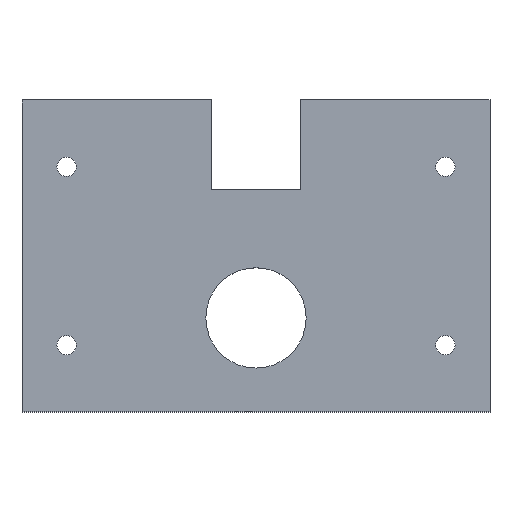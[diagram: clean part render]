
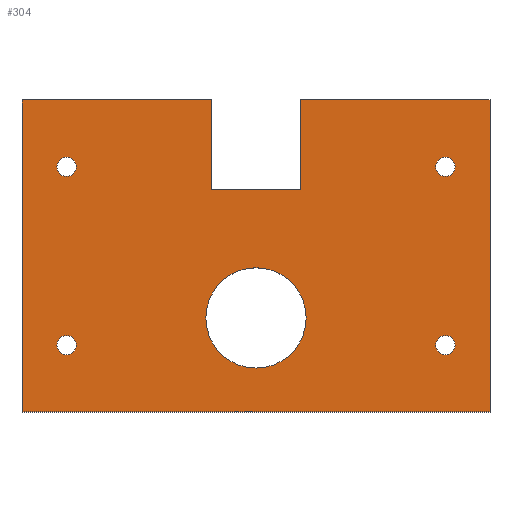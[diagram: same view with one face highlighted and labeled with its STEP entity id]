
A CAD part, top view. The second image highlights one B-rep face of the part: STEP entity #304.
In plain terms, the highlighted planar face has unit normal (0, 0, 1).
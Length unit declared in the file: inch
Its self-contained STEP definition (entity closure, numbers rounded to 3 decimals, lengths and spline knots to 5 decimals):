
#15=FACE_BOUND('',#64,.T.);
#16=FACE_BOUND('',#65,.T.);
#17=FACE_BOUND('',#66,.T.);
#18=FACE_BOUND('',#67,.T.);
#19=FACE_BOUND('',#68,.T.);
#33=PLANE('',#351);
#48=FACE_OUTER_BOUND('',#63,.T.);
#63=EDGE_LOOP('',(#260,#261,#262,#263,#264,#265,#266,#267));
#64=EDGE_LOOP('',(#268));
#65=EDGE_LOOP('',(#269));
#66=EDGE_LOOP('',(#270));
#67=EDGE_LOOP('',(#271));
#68=EDGE_LOOP('',(#272));
#82=LINE('',#472,#111);
#85=LINE('',#478,#114);
#88=LINE('',#484,#117);
#91=LINE('',#490,#120);
#94=LINE('',#496,#123);
#97=LINE('',#502,#126);
#100=LINE('',#508,#129);
#103=LINE('',#512,#132);
#111=VECTOR('',#394,0.3937);
#114=VECTOR('',#399,0.3937);
#117=VECTOR('',#404,0.3937);
#120=VECTOR('',#409,0.3937);
#123=VECTOR('',#414,0.3937);
#126=VECTOR('',#419,0.3937);
#129=VECTOR('',#424,0.3937);
#132=VECTOR('',#429,0.3937);
#133=CIRCLE('',#329,0.1085);
#135=CIRCLE('',#332,0.1085);
#137=CIRCLE('',#335,0.1085);
#139=CIRCLE('',#338,0.1085);
#141=CIRCLE('',#341,0.5625);
#143=VERTEX_POINT('',#436);
#145=VERTEX_POINT('',#442);
#147=VERTEX_POINT('',#448);
#149=VERTEX_POINT('',#454);
#151=VERTEX_POINT('',#460);
#155=VERTEX_POINT('',#469);
#156=VERTEX_POINT('',#471);
#158=VERTEX_POINT('',#477);
#160=VERTEX_POINT('',#483);
#162=VERTEX_POINT('',#489);
#164=VERTEX_POINT('',#495);
#166=VERTEX_POINT('',#501);
#168=VERTEX_POINT('',#507);
#169=EDGE_CURVE('',#143,#143,#133,.T.);
#172=EDGE_CURVE('',#145,#145,#135,.T.);
#175=EDGE_CURVE('',#147,#147,#137,.T.);
#178=EDGE_CURVE('',#149,#149,#139,.T.);
#181=EDGE_CURVE('',#151,#151,#141,.T.);
#186=EDGE_CURVE('',#156,#155,#82,.T.);
#189=EDGE_CURVE('',#158,#156,#85,.T.);
#192=EDGE_CURVE('',#160,#158,#88,.T.);
#195=EDGE_CURVE('',#162,#160,#91,.T.);
#198=EDGE_CURVE('',#164,#162,#94,.T.);
#201=EDGE_CURVE('',#166,#164,#97,.T.);
#204=EDGE_CURVE('',#168,#166,#100,.T.);
#207=EDGE_CURVE('',#155,#168,#103,.T.);
#260=ORIENTED_EDGE('',*,*,#207,.T.);
#261=ORIENTED_EDGE('',*,*,#204,.T.);
#262=ORIENTED_EDGE('',*,*,#201,.T.);
#263=ORIENTED_EDGE('',*,*,#198,.T.);
#264=ORIENTED_EDGE('',*,*,#195,.T.);
#265=ORIENTED_EDGE('',*,*,#192,.T.);
#266=ORIENTED_EDGE('',*,*,#189,.T.);
#267=ORIENTED_EDGE('',*,*,#186,.T.);
#268=ORIENTED_EDGE('',*,*,#169,.T.);
#269=ORIENTED_EDGE('',*,*,#172,.T.);
#270=ORIENTED_EDGE('',*,*,#175,.T.);
#271=ORIENTED_EDGE('',*,*,#178,.T.);
#272=ORIENTED_EDGE('',*,*,#181,.T.);
#304=ADVANCED_FACE('',(#48,#15,#16,#17,#18,#19),#33,.T.);
#329=AXIS2_PLACEMENT_3D('',#437,#357,#358);
#332=AXIS2_PLACEMENT_3D('',#443,#364,#365);
#335=AXIS2_PLACEMENT_3D('',#449,#371,#372);
#338=AXIS2_PLACEMENT_3D('',#455,#378,#379);
#341=AXIS2_PLACEMENT_3D('',#461,#385,#386);
#351=AXIS2_PLACEMENT_3D('',#513,#430,#431);
#357=DIRECTION('center_axis',(0.,0.,-1.));
#358=DIRECTION('ref_axis',(-1.,0.,0.));
#364=DIRECTION('center_axis',(0.,0.,-1.));
#365=DIRECTION('ref_axis',(-1.,0.,0.));
#371=DIRECTION('center_axis',(0.,0.,-1.));
#372=DIRECTION('ref_axis',(1.,0.,0.));
#378=DIRECTION('center_axis',(0.,0.,-1.));
#379=DIRECTION('ref_axis',(1.,0.,0.));
#385=DIRECTION('center_axis',(0.,0.,-1.));
#386=DIRECTION('ref_axis',(-1.,0.,0.));
#394=DIRECTION('',(1.,0.,0.));
#399=DIRECTION('',(0.,-1.,0.));
#404=DIRECTION('',(-1.,0.,0.));
#409=DIRECTION('',(0.,1.,0.));
#414=DIRECTION('',(-1.,0.,0.));
#419=DIRECTION('',(0.,-1.,0.));
#424=DIRECTION('',(-1.,0.,0.));
#429=DIRECTION('',(0.,1.,0.));
#430=DIRECTION('center_axis',(0.,0.,1.));
#431=DIRECTION('ref_axis',(1.,0.,0.));
#436=CARTESIAN_POINT('',(-2.0165,0.75,0.125));
#437=CARTESIAN_POINT('Origin',(-2.125,0.75,0.125));
#442=CARTESIAN_POINT('',(-2.0165,2.75,0.125));
#443=CARTESIAN_POINT('Origin',(-2.125,2.75,0.125));
#448=CARTESIAN_POINT('',(2.0165,0.75,0.125));
#449=CARTESIAN_POINT('Origin',(2.125,0.75,0.125));
#454=CARTESIAN_POINT('',(2.0165,2.75,0.125));
#455=CARTESIAN_POINT('Origin',(2.125,2.75,0.125));
#460=CARTESIAN_POINT('',(0.5625,1.055,0.125));
#461=CARTESIAN_POINT('Origin',(0.,1.055,0.125));
#469=CARTESIAN_POINT('',(2.625,0.,0.125));
#471=CARTESIAN_POINT('',(-2.625,0.,0.125));
#472=CARTESIAN_POINT('',(-2.625,0.,0.125));
#477=CARTESIAN_POINT('',(-2.625,3.5,0.125));
#478=CARTESIAN_POINT('',(-2.625,3.5,0.125));
#483=CARTESIAN_POINT('',(-0.5,3.5,0.125));
#484=CARTESIAN_POINT('',(-0.5,3.5,0.125));
#489=CARTESIAN_POINT('',(-0.5,2.5,0.125));
#490=CARTESIAN_POINT('',(-0.5,2.5,0.125));
#495=CARTESIAN_POINT('',(0.5,2.5,0.125));
#496=CARTESIAN_POINT('',(0.5,2.5,0.125));
#501=CARTESIAN_POINT('',(0.5,3.5,0.125));
#502=CARTESIAN_POINT('',(0.5,3.5,0.125));
#507=CARTESIAN_POINT('',(2.625,3.5,0.125));
#508=CARTESIAN_POINT('',(2.625,3.5,0.125));
#512=CARTESIAN_POINT('',(2.625,0.,0.125));
#513=CARTESIAN_POINT('Origin',(0.,1.75,0.125));
